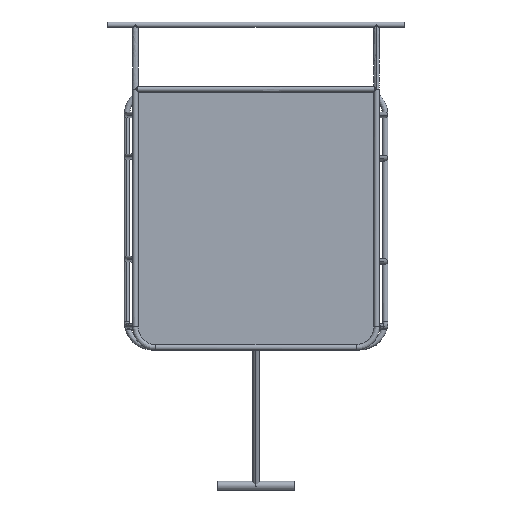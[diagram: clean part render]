
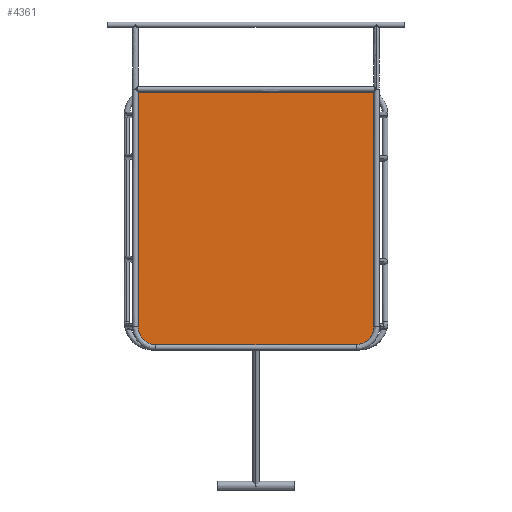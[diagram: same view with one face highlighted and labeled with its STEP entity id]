
A CAD part, front view. The second image highlights one B-rep face of the part: STEP entity #4361.
In plain terms, the highlighted free-form (B-spline) face has degree [1, 1] with [2, 2] control points.
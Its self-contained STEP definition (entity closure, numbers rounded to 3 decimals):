
#4199 = VERTEX_POINT('',#4200);
#4200 = CARTESIAN_POINT('',(-116.592,-14.574,
    15.521));
#4205 = EDGE_CURVE('',#4206,#4199,#4208,.T.);
#4206 = VERTEX_POINT('',#4207);
#4207 = CARTESIAN_POINT('',(-1246.079,-14.574,
    15.521));
#4208 = B_SPLINE_CURVE_WITH_KNOTS('',1,(#4209,#4210),.UNSPECIFIED.,.F.,
  .F.,(2,2),(-855.,-80.),.PIECEWISE_BEZIER_KNOTS.);
#4209 = CARTESIAN_POINT('',(-1246.079,-14.574,
    15.521));
#4210 = CARTESIAN_POINT('',(-116.592,-14.574,
    15.521));
#4234 = VERTEX_POINT('',#4235);
#4235 = CARTESIAN_POINT('',(-15.521,-14.574,
    116.592));
#4240 = EDGE_CURVE('',#4234,#4199,#4241,.T.);
#4241 = ( BOUNDED_CURVE() B_SPLINE_CURVE(2,(#4242,#4243,#4244),
.UNSPECIFIED.,.F.,.F.) B_SPLINE_CURVE_WITH_KNOTS((3,3),(1.571,
3.142),.PIECEWISE_BEZIER_KNOTS.) CURVE() 
GEOMETRIC_REPRESENTATION_ITEM() RATIONAL_B_SPLINE_CURVE((1.,
0.707,1.)) REPRESENTATION_ITEM('') );
#4242 = CARTESIAN_POINT('',(-15.521,-14.574,
    116.592));
#4243 = CARTESIAN_POINT('',(-15.521,-14.574,
    15.521));
#4244 = CARTESIAN_POINT('',(-116.592,-14.574,
    15.521));
#4265 = VERTEX_POINT('',#4266);
#4266 = CARTESIAN_POINT('',(-15.521,-14.574,
    1441.882));
#4271 = EDGE_CURVE('',#4234,#4265,#4272,.T.);
#4272 = B_SPLINE_CURVE_WITH_KNOTS('',1,(#4273,#4274),.UNSPECIFIED.,.F.,
  .F.,(2,2),(80.,989.35),.PIECEWISE_BEZIER_KNOTS.);
#4273 = CARTESIAN_POINT('',(-15.521,-14.574,
    116.592));
#4274 = CARTESIAN_POINT('',(-15.521,-14.574,
    1441.882));
#4293 = VERTEX_POINT('',#4294);
#4294 = CARTESIAN_POINT('',(-1347.15,-14.574,
    1441.882));
#4299 = EDGE_CURVE('',#4265,#4293,#4300,.T.);
#4300 = B_SPLINE_CURVE_WITH_KNOTS('',1,(#4301,#4302),.UNSPECIFIED.,.F.,
  .F.,(2,2),(10.65,924.35),.PIECEWISE_BEZIER_KNOTS.);
#4301 = CARTESIAN_POINT('',(-15.521,-14.574,
    1441.882));
#4302 = CARTESIAN_POINT('',(-1347.15,-14.574,
    1441.882));
#4321 = VERTEX_POINT('',#4322);
#4322 = CARTESIAN_POINT('',(-1347.15,-14.574,
    116.592));
#4327 = EDGE_CURVE('',#4293,#4321,#4328,.T.);
#4328 = B_SPLINE_CURVE_WITH_KNOTS('',1,(#4329,#4330),.UNSPECIFIED.,.F.,
  .F.,(2,2),(-989.35,-80.),.PIECEWISE_BEZIER_KNOTS.);
#4329 = CARTESIAN_POINT('',(-1347.15,-14.574,
    1441.882));
#4330 = CARTESIAN_POINT('',(-1347.15,-14.574,
    116.592));
#4348 = EDGE_CURVE('',#4206,#4321,#4349,.T.);
#4349 = ( BOUNDED_CURVE() B_SPLINE_CURVE(2,(#4350,#4351,#4352),
.UNSPECIFIED.,.F.,.F.) B_SPLINE_CURVE_WITH_KNOTS((3,3),(3.142,
4.712),.PIECEWISE_BEZIER_KNOTS.) CURVE() 
GEOMETRIC_REPRESENTATION_ITEM() RATIONAL_B_SPLINE_CURVE((1.,
0.707,1.)) REPRESENTATION_ITEM('') );
#4350 = CARTESIAN_POINT('',(-1246.079,-14.574,
    15.521));
#4351 = CARTESIAN_POINT('',(-1347.15,-14.574,
    15.521));
#4352 = CARTESIAN_POINT('',(-1347.15,-14.574,
    116.592));
#4361 = ADVANCED_FACE('',(#4362),#4370,.F.);
#4362 = FACE_BOUND('',#4363,.T.);
#4363 = EDGE_LOOP('',(#4364,#4365,#4366,#4367,#4368,#4369));
#4364 = ORIENTED_EDGE('',*,*,#4205,.T.);
#4365 = ORIENTED_EDGE('',*,*,#4240,.F.);
#4366 = ORIENTED_EDGE('',*,*,#4271,.T.);
#4367 = ORIENTED_EDGE('',*,*,#4299,.T.);
#4368 = ORIENTED_EDGE('',*,*,#4327,.T.);
#4369 = ORIENTED_EDGE('',*,*,#4348,.F.);
#4370 = B_SPLINE_SURFACE_WITH_KNOTS('',1,1,(
    (#4371,#4372)
    ,(#4373,#4374
  )),.UNSPECIFIED.,.F.,.F.,.F.,(2,2),(2,2),(10.65,989.35),(-924.35,
    -10.65),.PIECEWISE_BEZIER_KNOTS.);
#4371 = CARTESIAN_POINT('',(-1347.15,-14.574,
    15.521));
#4372 = CARTESIAN_POINT('',(-15.521,-14.574,
    15.521));
#4373 = CARTESIAN_POINT('',(-1347.15,-14.574,
    1441.882));
#4374 = CARTESIAN_POINT('',(-15.521,-14.574,
    1441.882));
